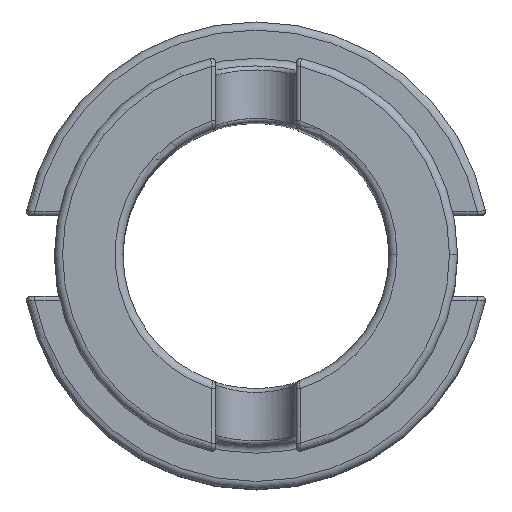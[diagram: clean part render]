
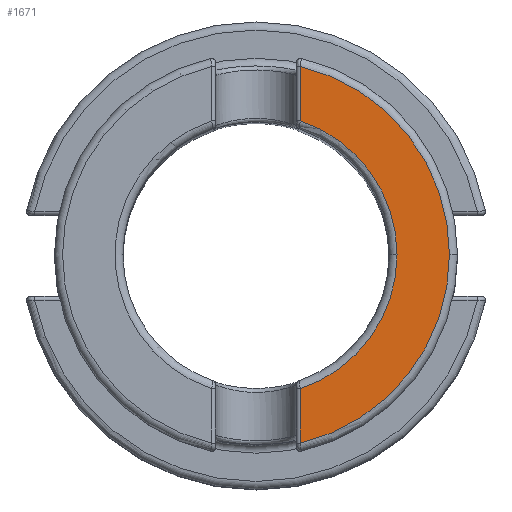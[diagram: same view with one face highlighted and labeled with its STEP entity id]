
A CAD part, top view. The second image highlights one B-rep face of the part: STEP entity #1671.
In plain terms, the highlighted planar face has unit normal (0, 0, 1).
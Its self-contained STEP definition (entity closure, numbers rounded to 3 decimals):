
#614 = CARTESIAN_POINT ( 'NONE',  ( 0.55, 1.661, 8.6 ) ) ;
#1220 = CARTESIAN_POINT ( 'NONE',  ( 0., 0., 8.6 ) ) ;
#1221 = DIRECTION ( 'NONE',  ( 0., 0., -1. ) ) ;
#1222 = DIRECTION ( 'NONE',  ( 1., 0., 0. ) ) ;
#1233 = CARTESIAN_POINT ( 'NONE',  ( 0., 0., 8.6 ) ) ;
#1234 = DIRECTION ( 'NONE',  ( 0., 0., 1. ) ) ;
#1235 = DIRECTION ( 'NONE',  ( 1., 0., 0. ) ) ;
#1481 = EDGE_CURVE ( 'NONE', #2139, #2140, #3505, .T. ) ;
#1483 = EDGE_CURVE ( 'NONE', #2138, #2141, #3507, .T. ) ;
#1610 = EDGE_CURVE ( 'NONE', #2140, #2083, #4001, .T. ) ;
#1611 = EDGE_CURVE ( 'NONE', #2083, #3438, #4003, .T. ) ;
#1612 = EDGE_CURVE ( 'NONE', #3438, #2138, #4004, .T. ) ;
#1671 = ADVANCED_FACE ( 'NONE', ( #4049 ), #4944, .T. ) ;
#2083 = VERTEX_POINT ( 'NONE', #6033 ) ;
#2138 = VERTEX_POINT ( 'NONE', #6084 ) ;
#2139 = VERTEX_POINT ( 'NONE', #6085 ) ;
#2140 = VERTEX_POINT ( 'NONE', #6086 ) ;
#2141 = VERTEX_POINT ( 'NONE', #6087 ) ;
#2414 = EDGE_CURVE ( 'NONE', #2141, #2139, #5524, .T. ) ;
#2719 = ORIENTED_EDGE ( 'NONE', *, *, #1481, .T. ) ;
#2720 = ORIENTED_EDGE ( 'NONE', *, *, #1610, .T. ) ;
#2721 = ORIENTED_EDGE ( 'NONE', *, *, #1611, .T. ) ;
#2722 = ORIENTED_EDGE ( 'NONE', *, *, #1612, .T. ) ;
#2723 = ORIENTED_EDGE ( 'NONE', *, *, #1483, .T. ) ;
#2724 = ORIENTED_EDGE ( 'NONE', *, *, #2414, .T. ) ;
#3438 = VERTEX_POINT ( 'NONE', #614 ) ;
#3505 = CIRCLE ( 'NONE', #3642, 2.4 ) ;
#3507 = CIRCLE ( 'NONE', #3643, 1.75 ) ;
#3642 = AXIS2_PLACEMENT_3D ( 'NONE', #1233, #1234, #1235 ) ;
#3643 = AXIS2_PLACEMENT_3D ( 'NONE', #1220, #1221, #1222 ) ;
#3691 = AXIS2_PLACEMENT_3D ( 'NONE', #4753, #4754, #4755 ) ;
#3692 = AXIS2_PLACEMENT_3D ( 'NONE', #4758, #4759, #4760 ) ;
#3751 = AXIS2_PLACEMENT_3D ( 'NONE', #4942, #4946, #4947 ) ;
#4001 = CIRCLE ( 'NONE', #3691, 2.4 ) ;
#4003 = LINE ( 'NONE', #4746, #4005 ) ;
#4004 = CIRCLE ( 'NONE', #3692, 1.75 ) ;
#4005 = VECTOR ( 'NONE', #4747, 1000. ) ;
#4049 = FACE_OUTER_BOUND ( 'NONE', #8279, .T. ) ;
#4746 = CARTESIAN_POINT ( 'NONE',  ( 0.55, 1.677, 8.6 ) ) ;
#4747 = DIRECTION ( 'NONE',  ( 0., -1., 0. ) ) ;
#4753 = CARTESIAN_POINT ( 'NONE',  ( 0., 0., 8.6 ) ) ;
#4754 = DIRECTION ( 'NONE',  ( 0., 0., 1. ) ) ;
#4755 = DIRECTION ( 'NONE',  ( 1., 0., 0. ) ) ;
#4758 = CARTESIAN_POINT ( 'NONE',  ( 0., 0., 8.6 ) ) ;
#4759 = DIRECTION ( 'NONE',  ( 0., 0., -1. ) ) ;
#4760 = DIRECTION ( 'NONE',  ( 1., 0., 0. ) ) ;
#4942 = CARTESIAN_POINT ( 'NONE',  ( 0., 0., 8.6 ) ) ;
#4944 = PLANE ( 'NONE',  #3751 ) ;
#4946 = DIRECTION ( 'NONE',  ( 0., 0., 1. ) ) ;
#4947 = DIRECTION ( 'NONE',  ( 1., 0., 0. ) ) ;
#5524 = LINE ( 'NONE', #7274, #5526 ) ;
#5526 = VECTOR ( 'NONE', #7275, 1000. ) ;
#6033 = CARTESIAN_POINT ( 'NONE',  ( 0.55, 2.336, 8.6 ) ) ;
#6084 = CARTESIAN_POINT ( 'NONE',  ( 1.75, 0., 8.6 ) ) ;
#6085 = CARTESIAN_POINT ( 'NONE',  ( 0.55, -2.336, 8.6 ) ) ;
#6086 = CARTESIAN_POINT ( 'NONE',  ( 2.4, 0., 8.6 ) ) ;
#6087 = CARTESIAN_POINT ( 'NONE',  ( 0.55, -1.661, 8.6 ) ) ;
#7274 = CARTESIAN_POINT ( 'NONE',  ( 0.55, -2.347, 8.6 ) ) ;
#7275 = DIRECTION ( 'NONE',  ( 0., -1., 0. ) ) ;
#8279 = EDGE_LOOP ( 'NONE', ( #2719, #2720, #2721, #2722, #2723, #2724 ) ) ;
